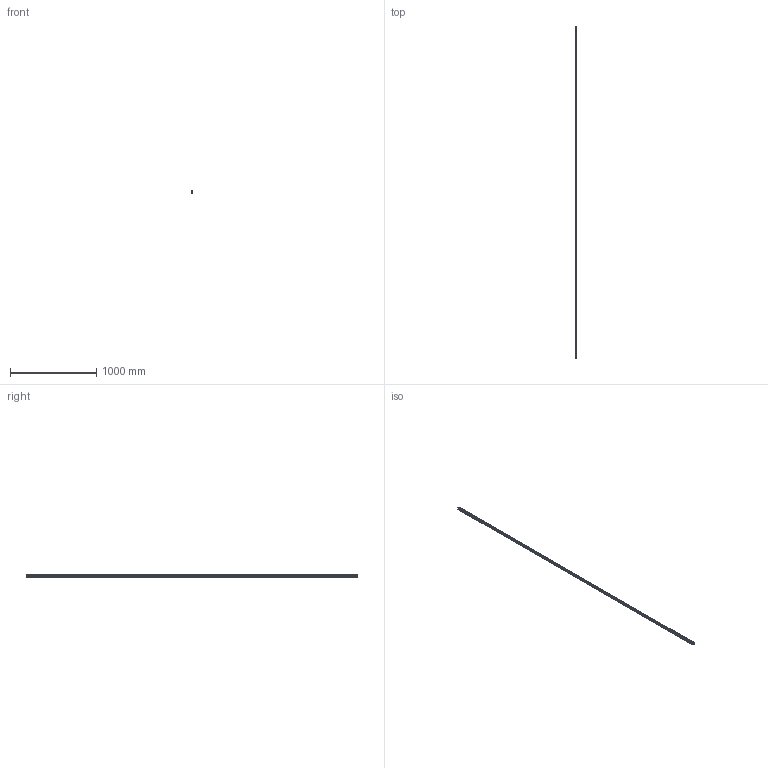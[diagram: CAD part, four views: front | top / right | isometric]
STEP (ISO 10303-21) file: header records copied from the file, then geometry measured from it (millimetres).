
FILE_DESCRIPTION(('STEP AP214'),'1');
FILE_NAME('cctmp_311D2785-18D9-4841-A40C-F4907814404C_2021_03_11_08_50_38_0004..stp','2021-03-11T07:50:38',('HIWIN GmbH'),('CADClick - www.CADClick.com'),'Spatial InterOp 3D',' ','unknown authorization');
FILE_SCHEMA(('AUTOMOTIVE_DESIGN'));
Length unit declared in the file: millimetre
Products named in the file (1): RGR25R3840H_FILE
Bounding box: 23 x 3840 x 23.6 mm (x, y, z)
Volume: 1539909.7 mm3; surface area: 476261.6 mm2
Topology: 1 solids, 1 shells, 1269 faces, 2637 edges, 1758 vertices
Faces by surface type: cylinder 786, plane 483
Entity records: 44659 total; most frequent: DIRECTION 6749, CARTESIAN_POINT 5665, ORIENTED_EDGE 5274, AXIS2_PLACEMENT_3D 2842, EDGE_CURVE 2637, VERTEX_POINT 1758, EDGE_LOOP 1657, CIRCLE 1572
